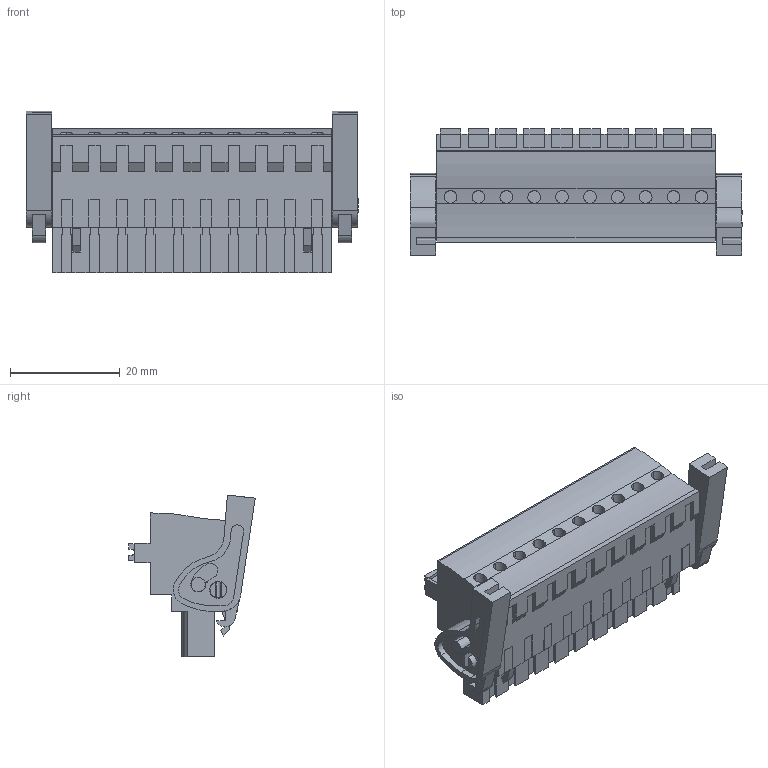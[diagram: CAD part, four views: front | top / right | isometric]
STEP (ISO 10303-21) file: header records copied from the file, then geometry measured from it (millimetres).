
FILE_DESCRIPTION(('CATIA V5 STEP Exchange','CAx-IF Rec.Pracs.--- Model Styling and Organization---1.2---2011-12-15'),'2;1');
FILE_NAME ('D1461199_0_1983160000_1983160000.stp','2017-10-30T15:45:33+00:00',('none'),('Weidmueller'),'CATIA Version 5-6 Release 2014','CATIA V5 STEP AP214','none');
FILE_SCHEMA(('AUTOMOTIVE_DESIGN { 1 0 10303 214 1 1 1 1 }'));
Length unit declared in the file: millimetre
Products named in the file (1): 1983160000
Bounding box: 60.5 x 23.02 x 29.52 mm (x, y, z)
Volume: 16116.5 mm3; surface area: 9192.8 mm2
Topology: 13 solids, 13 shells, 826 faces, 2283 edges, 1535 vertices
Faces by surface type: plane 659, cylinder 167
Entity records: 23983 total; most frequent: ORIENTED_EDGE 4566, CARTESIAN_POINT 4515, DIRECTION 3065, EDGE_CURVE 2283, VECTOR 1925, LINE 1925, VERTEX_POINT 1535, EDGE_LOOP 886
